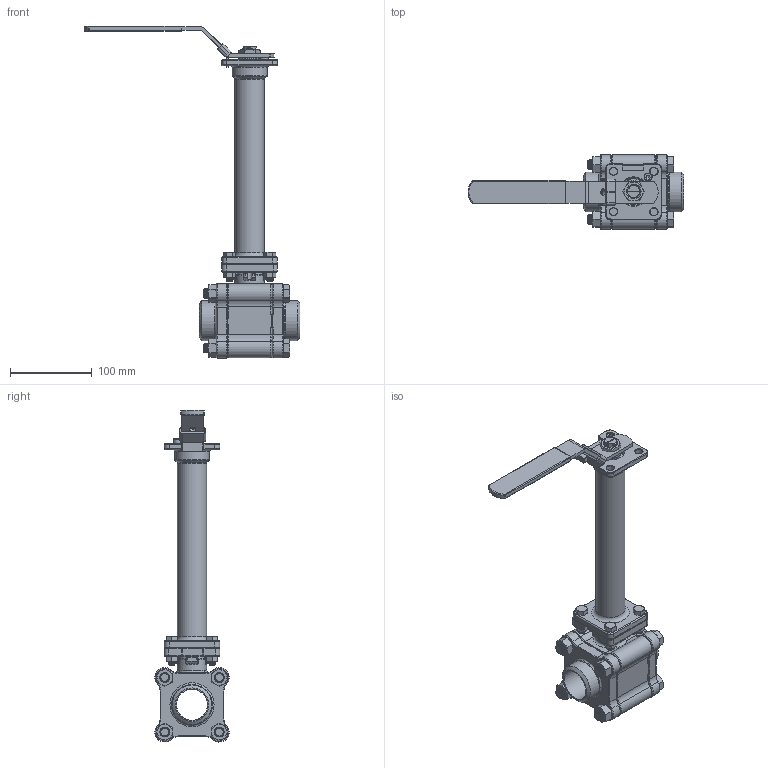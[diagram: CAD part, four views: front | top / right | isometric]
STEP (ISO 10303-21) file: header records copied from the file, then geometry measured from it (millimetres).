
FILE_DESCRIPTION(/* description */ ('STEP AP214'),/* implementation_level */ '2;1');
FILE_NAME(/* name */ 'AT3506C_040.step',/* time_stamp */ '2025-07-25T12:40:02+02:00',/* author */ (''),/* organization */ (''),/* preprocessor_version */ 'ST-DEVELOPER v20.1',/* originating_system */ 'Autodesk Translation Framework v14.10.0.0',/* authorisation */ '');
FILE_SCHEMA (('AUTOMOTIVE_DESIGN { 1 0 10303 214 3 1 1 }'));
Length unit declared in the file: millimetre
Products named in the file (1): 305C-038-G01[Butt Weld][Sch.80]
Bounding box: 264.53 x 91.16 x 406.78 mm (x, y, z)
Volume: 928812.2 mm3; surface area: 186460.3 mm2
Topology: 2 solids, 2 shells, 1828 faces, 4767 edges, 2944 vertices
Faces by surface type: cylinder 818, plane 416, cone 265, bspline 171, torus 142, sphere 16
Full cylindrical faces by diameter (mm): 1 x1, 4.7 x10, 5 x1, 5.8 x10, 6.375 x84, 6.5 x1, 6.75 x12, 7.2 x4, 7.8 x64, 8 x5, 9.3 x12, 9.725 x48, 10 x1, 10.25 x16, 11.8 x28, 12 x4, 13.6 x8, 13.9 x4, 15.5 x1, 18.4 x1, 27.4 x2, 28 x1, 34 x1, 35 x1, 36 x2, 38 x1, 43 x1, 48.6 x2, 50 x2
Entity records: 118242 total; most frequent: CARTESIAN_POINT 76380, ORIENTED_EDGE 9428, DIRECTION 8158, EDGE_CURVE 4714, AXIS2_PLACEMENT_3D 3263, VERTEX_POINT 2944, EDGE_LOOP 1940, FACE_OUTER_BOUND 1828
